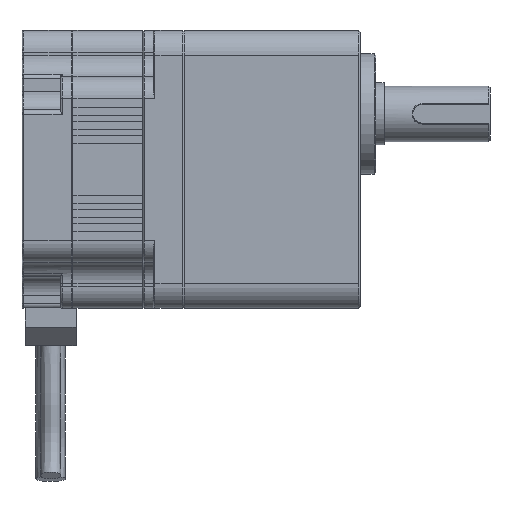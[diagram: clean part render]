
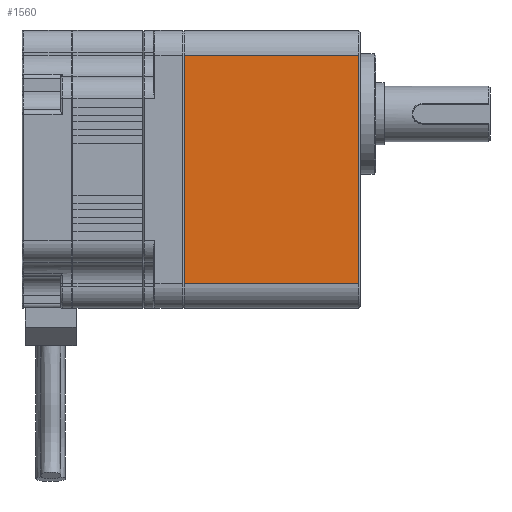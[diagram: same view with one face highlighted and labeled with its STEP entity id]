
A CAD part, left-side view. The second image highlights one B-rep face of the part: STEP entity #1560.
In plain terms, the highlighted planar face has unit normal (-1, 0, 0).
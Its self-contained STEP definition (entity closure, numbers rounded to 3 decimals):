
#1560 = ADVANCED_FACE( '', ( #3225 ), #3226, .F. );
#3225 = FACE_OUTER_BOUND( '', #5318, .T. );
#3226 = PLANE( '', #5319 );
#5318 = EDGE_LOOP( '', ( #9993, #9994, #9995, #9996 ) );
#5319 = AXIS2_PLACEMENT_3D( '', #9997, #9998, #9999 );
#9993 = ORIENTED_EDGE( '', *, *, #10778, .T. );
#9994 = ORIENTED_EDGE( '', *, *, #11702, .T. );
#9995 = ORIENTED_EDGE( '', *, *, #11125, .T. );
#9996 = ORIENTED_EDGE( '', *, *, #11210, .T. );
#9997 = CARTESIAN_POINT( '', ( -45., -46.5, 45. ) );
#9998 = DIRECTION( '', ( 1., 0., 0. ) );
#9999 = DIRECTION( '', ( 0., 1., 0. ) );
#10778 = EDGE_CURVE( '', #12820, #12818, #12821, .T. );
#11125 = EDGE_CURVE( '', #13371, #13372, #13373, .T. );
#11210 = EDGE_CURVE( '', #13372, #12820, #13501, .T. );
#11702 = EDGE_CURVE( '', #12818, #13371, #14188, .T. );
#12818 = VERTEX_POINT( '', #15675 );
#12820 = VERTEX_POINT( '', #15677 );
#12821 = LINE( '', #15678, #15679 );
#13371 = VERTEX_POINT( '', #16622 );
#13372 = VERTEX_POINT( '', #16623 );
#13373 = LINE( '', #16624, #16625 );
#13501 = LINE( '', #16804, #16805 );
#14188 = LINE( '', #18084, #18085 );
#15675 = CARTESIAN_POINT( '', ( -45., -56.5, -37. ) );
#15677 = CARTESIAN_POINT( '', ( -45., 0., -37. ) );
#15678 = CARTESIAN_POINT( '', ( -45., -46.5, -37. ) );
#15679 = VECTOR( '', #19626, 1000. );
#16622 = CARTESIAN_POINT( '', ( -45., -56.5, 37. ) );
#16623 = CARTESIAN_POINT( '', ( -45., 0., 37. ) );
#16624 = CARTESIAN_POINT( '', ( -45., -46.5, 37. ) );
#16625 = VECTOR( '', #20058, 1000. );
#16804 = CARTESIAN_POINT( '', ( -45., 0., 37. ) );
#16805 = VECTOR( '', #20169, 1000. );
#18084 = CARTESIAN_POINT( '', ( -45., -56.5, 0. ) );
#18085 = VECTOR( '', #20669, 1000. );
#19626 = DIRECTION( '', ( 0., -1., 0. ) );
#20058 = DIRECTION( '', ( 0., 1., 0. ) );
#20169 = DIRECTION( '', ( 0., 0., -1. ) );
#20669 = DIRECTION( '', ( 0., 0., 1. ) );
